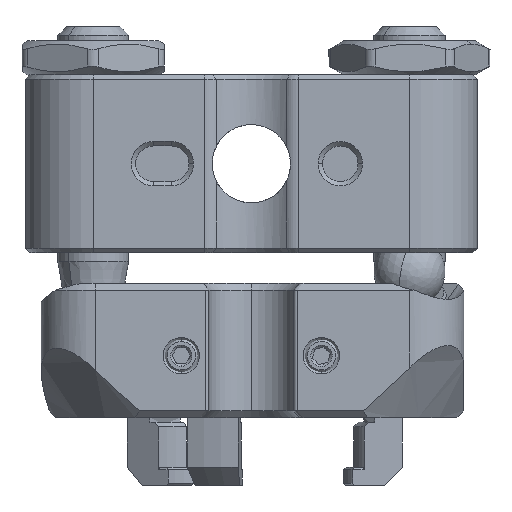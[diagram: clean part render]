
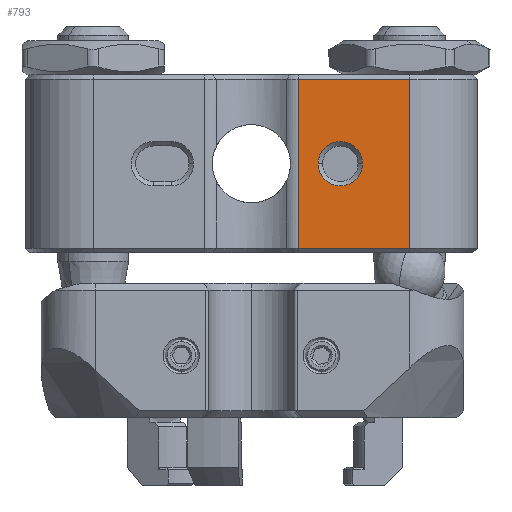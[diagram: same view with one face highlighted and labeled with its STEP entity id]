
A CAD part, left-side view. The second image highlights one B-rep face of the part: STEP entity #793.
In plain terms, the highlighted face is planar.
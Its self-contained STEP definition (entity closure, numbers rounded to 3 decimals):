
#657 = LINE ( 'NONE', #3448, #10304 ) ;
#793 = ADVANCED_FACE ( 'NONE', ( #5909, #8323 ), #7035, .F. ) ;
#863 = ORIENTED_EDGE ( 'NONE', *, *, #15283, .T. ) ;
#1104 = ORIENTED_EDGE ( 'NONE', *, *, #4408, .T. ) ;
#1788 = VERTEX_POINT ( 'NONE', #13841 ) ;
#1805 = VERTEX_POINT ( 'NONE', #9924 ) ;
#1852 = DIRECTION ( 'NONE',  ( 0., 0., 1. ) ) ;
#2187 = VECTOR ( 'NONE', #2912, 1000. ) ;
#2492 = CARTESIAN_POINT ( 'NONE',  ( 0., -12.7, -5. ) ) ;
#2857 = CIRCLE ( 'NONE', #13367, 1.25 ) ;
#2900 = DIRECTION ( 'NONE',  ( 0., 0., 1. ) ) ;
#2912 = DIRECTION ( 'NONE',  ( 1., 0., 0. ) ) ;
#3172 = LINE ( 'NONE', #8294, #7026 ) ;
#3249 = ORIENTED_EDGE ( 'NONE', *, *, #11696, .T. ) ;
#3448 = CARTESIAN_POINT ( 'NONE',  ( 4.75, -12.7, -2.646 ) ) ;
#3462 = AXIS2_PLACEMENT_3D ( 'NONE', #7194, #8474, #8406 ) ;
#3588 = AXIS2_PLACEMENT_3D ( 'NONE', #5319, #13900, #2900 ) ;
#4408 = EDGE_CURVE ( 'NONE', #1788, #7398, #657, .T. ) ;
#5319 = CARTESIAN_POINT ( 'NONE',  ( 0., -12.7, -5. ) ) ;
#5905 = VECTOR ( 'NONE', #10830, 1000. ) ;
#5909 = FACE_BOUND ( 'NONE', #7589, .T. ) ;
#5914 = LINE ( 'NONE', #7120, #5905 ) ;
#6668 = CARTESIAN_POINT ( 'NONE',  ( 4.75, -12.7, -2.646 ) ) ;
#7026 = VECTOR ( 'NONE', #7977, 1000. ) ;
#7035 = PLANE ( 'NONE',  #3462 ) ;
#7108 = EDGE_CURVE ( 'NONE', #11048, #1805, #3172, .T. ) ;
#7120 = CARTESIAN_POINT ( 'NONE',  ( -5., -12.7, -2.646 ) ) ;
#7194 = CARTESIAN_POINT ( 'NONE',  ( 5., -12.7, 12.7 ) ) ;
#7398 = VERTEX_POINT ( 'NONE', #6668 ) ;
#7416 = ORIENTED_EDGE ( 'NONE', *, *, #11426, .T. ) ;
#7498 = CARTESIAN_POINT ( 'NONE',  ( 0., -12.7, -3.75 ) ) ;
#7589 = EDGE_LOOP ( 'NONE', ( #3249, #7416 ) ) ;
#7977 = DIRECTION ( 'NONE',  ( 0., 0., -1. ) ) ;
#8016 = CARTESIAN_POINT ( 'NONE',  ( -4.75, -12.7, -2.646 ) ) ;
#8294 = CARTESIAN_POINT ( 'NONE',  ( -4.75, -12.7, 12.7 ) ) ;
#8323 = FACE_OUTER_BOUND ( 'NONE', #10900, .T. ) ;
#8406 = DIRECTION ( 'NONE',  ( 0., 0., 1. ) ) ;
#8474 = DIRECTION ( 'NONE',  ( 0., 1., 0. ) ) ;
#8771 = VERTEX_POINT ( 'NONE', #7498 ) ;
#9095 = ORIENTED_EDGE ( 'NONE', *, *, #7108, .T. ) ;
#9793 = DIRECTION ( 'NONE',  ( 0., 0., 1. ) ) ;
#9924 = CARTESIAN_POINT ( 'NONE',  ( -4.75, -12.7, -8.89 ) ) ;
#10071 = LINE ( 'NONE', #14964, #2187 ) ;
#10304 = VECTOR ( 'NONE', #1852, 1000. ) ;
#10535 = CIRCLE ( 'NONE', #3588, 1.25 ) ;
#10830 = DIRECTION ( 'NONE',  ( -1., 0., 0. ) ) ;
#10900 = EDGE_LOOP ( 'NONE', ( #13773, #9095, #863, #1104 ) ) ;
#11048 = VERTEX_POINT ( 'NONE', #8016 ) ;
#11233 = EDGE_CURVE ( 'NONE', #7398, #11048, #5914, .T. ) ;
#11426 = EDGE_CURVE ( 'NONE', #8771, #12509, #10535, .T. ) ;
#11696 = EDGE_CURVE ( 'NONE', #12509, #8771, #2857, .T. ) ;
#12509 = VERTEX_POINT ( 'NONE', #15554 ) ;
#13367 = AXIS2_PLACEMENT_3D ( 'NONE', #2492, #15591, #9793 ) ;
#13773 = ORIENTED_EDGE ( 'NONE', *, *, #11233, .T. ) ;
#13841 = CARTESIAN_POINT ( 'NONE',  ( 4.75, -12.7, -8.89 ) ) ;
#13900 = DIRECTION ( 'NONE',  ( 0., 1., 0. ) ) ;
#14964 = CARTESIAN_POINT ( 'NONE',  ( 5., -12.7, -8.89 ) ) ;
#15283 = EDGE_CURVE ( 'NONE', #1805, #1788, #10071, .T. ) ;
#15554 = CARTESIAN_POINT ( 'NONE',  ( 0., -12.7, -6.25 ) ) ;
#15591 = DIRECTION ( 'NONE',  ( 0., 1., 0. ) ) ;
